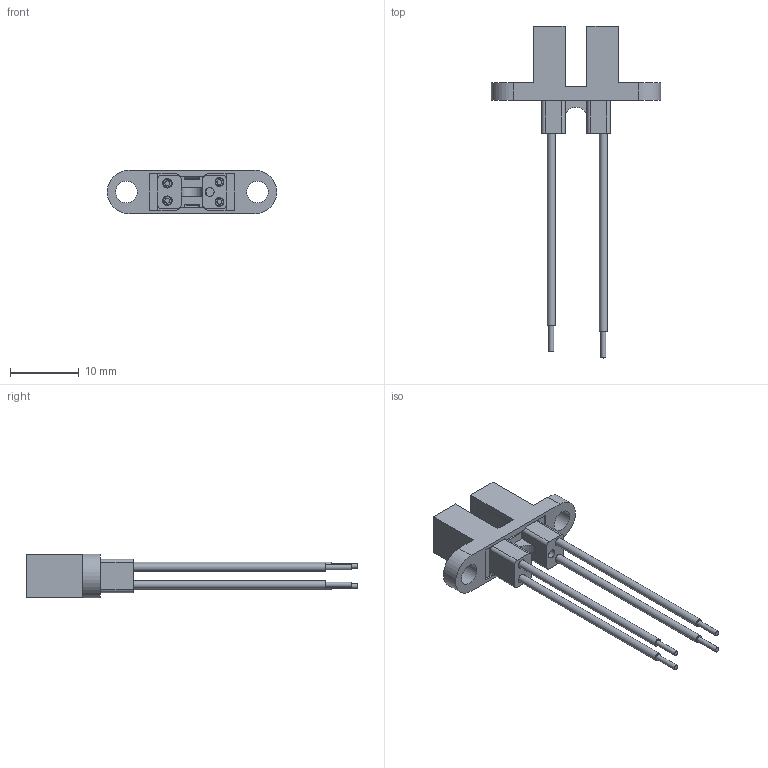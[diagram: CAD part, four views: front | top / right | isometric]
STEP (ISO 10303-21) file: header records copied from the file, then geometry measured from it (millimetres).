
FILE_DESCRIPTION (( 'STEP AP214' ), '1' );
FILE_NAME ('OPB88xTxx.STEP', '2021-10-27T21:35:31', ( '' ), ( '' ), 'SwSTEP 2.0', 'SolidWorks 2020', '' );
FILE_SCHEMA (( 'AUTOMOTIVE_DESIGN' ));
Length unit declared in the file: inch
Products named in the file (11): OPL550_.150 Leads; C450-905-XXX_-003; C450-905-XXX_-004; WIRE-GREEN-OPB980; C450-207-001; OP240_OPB380; C450-535-XXX_OPB355T; WIRE-BLACK-OPB980; WIRE-WHITE-OPB980; OPB88xTxx; WIRE-RED-OPB980
Assembly tree (10 placements, depth 2):
  OPB88xTxx
    C450-207-001
    C450-535-XXX_OPB355T
    WIRE-RED-OPB980
    WIRE-BLACK-OPB980
    WIRE-GREEN-OPB980
    WIRE-WHITE-OPB980
    OP240_OPB380
    OPL550_.150 Leads
    C450-905-XXX_-003
    C450-905-XXX_-004
Bounding box: 24.63 x 48.26 x 6.35 mm (x, y, z)
Volume: 950 mm3; surface area: 2625.4 mm2
Topology: 10 solids, 10 shells, 312 faces, 803 edges, 531 vertices
Faces by surface type: plane 246, cylinder 34, bspline 25, cone 5, sphere 2
Full cylindrical faces by diameter (mm): 0.711 x8, 0.787 x1, 1.143 x4, 1.524 x1, 3.175 x2
Entity records: 12555 total; most frequent: CARTESIAN_POINT 3380, ORIENTED_EDGE 1546, DIRECTION 1390, EDGE_CURVE 773, LINE 616, VECTOR 616, VERTEX_POINT 523, AXIS2_PLACEMENT_3D 387
